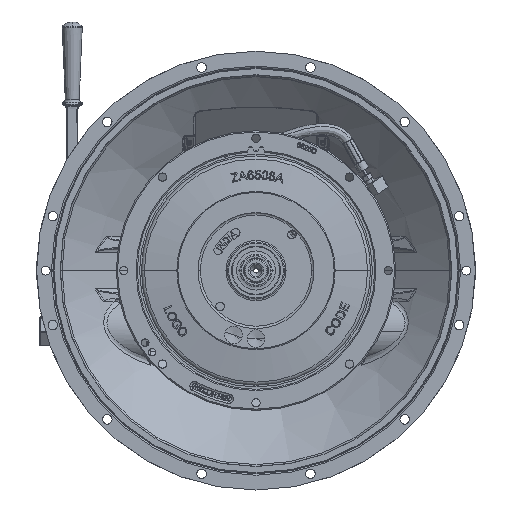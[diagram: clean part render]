
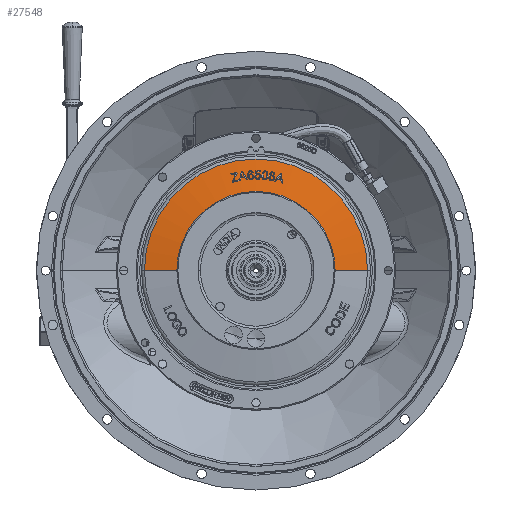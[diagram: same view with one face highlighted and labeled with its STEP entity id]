
A CAD part, top view. The second image highlights one B-rep face of the part: STEP entity #27548.
In plain terms, the highlighted conical face has half-angle 81.135 degrees and reference radius 140.614 mm.
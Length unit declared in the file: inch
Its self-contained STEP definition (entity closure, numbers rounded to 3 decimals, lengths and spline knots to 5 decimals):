
#5414 = EDGE_CURVE ( 'NONE', #117691, #117693, #24765, .T. ) ;
#5434 = EDGE_CURVE ( 'NONE', #117689, #117691, #24784, .T. ) ;
#5436 = EDGE_CURVE ( 'NONE', #117689, #117687, #24804, .T. ) ;
#5438 = EDGE_CURVE ( 'NONE', #117687, #117693, #24791, .T. ) ;
#24765 = CIRCLE ( 'NONE', #41035, 5.53598 ) ;
#24768 = VECTOR ( 'NONE', #29538, 39.37008 ) ;
#24776 = VECTOR ( 'NONE', #29549, 39.37008 ) ;
#24784 = LINE ( 'NONE', #29536, #24768 ) ;
#24791 = LINE ( 'NONE', #29546, #24776 ) ;
#24804 = CIRCLE ( 'NONE', #41042, 3.92851 ) ;
#27548 = ADVANCED_FACE ( 'NONE', ( #91845 ), #91883, .T. ) ;
#29429 = CARTESIAN_POINT ( 'NONE',  ( 0., 0., 0.30991 ) ) ;
#29431 = DIRECTION ( 'NONE',  ( 0., 0., 1. ) ) ;
#29433 = DIRECTION ( 'NONE',  ( 1., 0., 0. ) ) ;
#29495 = CARTESIAN_POINT ( 'NONE',  ( 0., 0., 0.56063 ) ) ;
#29536 = CARTESIAN_POINT ( 'NONE',  ( 5.53598, 0., 0.30991 ) ) ;
#29538 = DIRECTION ( 'NONE',  ( 0.988, 0., -0.154 ) ) ;
#29541 = DIRECTION ( 'NONE',  ( 0., 0., 1. ) ) ;
#29544 = DIRECTION ( 'NONE',  ( 1., 0., 0. ) ) ;
#29546 = CARTESIAN_POINT ( 'NONE',  ( -5.53598, 0., 0.30991 ) ) ;
#29549 = DIRECTION ( 'NONE',  ( -0.988, 0., -0.154 ) ) ;
#41035 = AXIS2_PLACEMENT_3D ( 'NONE', #29429, #29431, #29433 ) ;
#41042 = AXIS2_PLACEMENT_3D ( 'NONE', #29495, #29541, #29544 ) ;
#49893 = CARTESIAN_POINT ( 'NONE',  ( -3.92851, 0., 0.56063 ) ) ;
#49896 = CARTESIAN_POINT ( 'NONE',  ( 5.53598, 0., 0.30991 ) ) ;
#49901 = CARTESIAN_POINT ( 'NONE',  ( 3.92851, 0., 0.56063 ) ) ;
#49902 = CARTESIAN_POINT ( 'NONE',  ( -5.53598, 0., 0.30991 ) ) ;
#69570 = EDGE_LOOP ( 'NONE', ( #80128, #80130, #80132, #80134 ) ) ;
#80128 = ORIENTED_EDGE ( 'NONE', *, *, #5436, .F. ) ;
#80130 = ORIENTED_EDGE ( 'NONE', *, *, #5434, .T. ) ;
#80132 = ORIENTED_EDGE ( 'NONE', *, *, #5414, .T. ) ;
#80134 = ORIENTED_EDGE ( 'NONE', *, *, #5438, .F. ) ;
#91845 = FACE_OUTER_BOUND ( 'NONE', #69570, .T. ) ;
#91883 = CONICAL_SURFACE ( 'NONE', #133755, 5.53598, 1.416 ) ;
#110493 = DIRECTION ( 'NONE',  ( -1., 0., 0. ) ) ;
#110496 = DIRECTION ( 'NONE',  ( 0., 0., -1. ) ) ;
#110513 = CARTESIAN_POINT ( 'NONE',  ( 0., 0., 0.30991 ) ) ;
#117687 = VERTEX_POINT ( 'NONE', #49893 ) ;
#117689 = VERTEX_POINT ( 'NONE', #49901 ) ;
#117691 = VERTEX_POINT ( 'NONE', #49896 ) ;
#117693 = VERTEX_POINT ( 'NONE', #49902 ) ;
#133755 = AXIS2_PLACEMENT_3D ( 'NONE', #110513, #110496, #110493 ) ;
